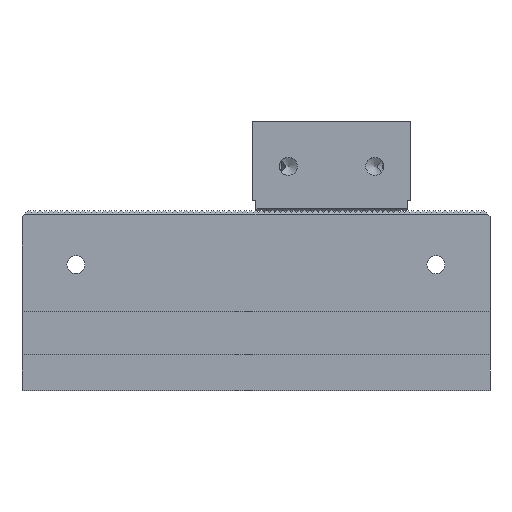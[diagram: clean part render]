
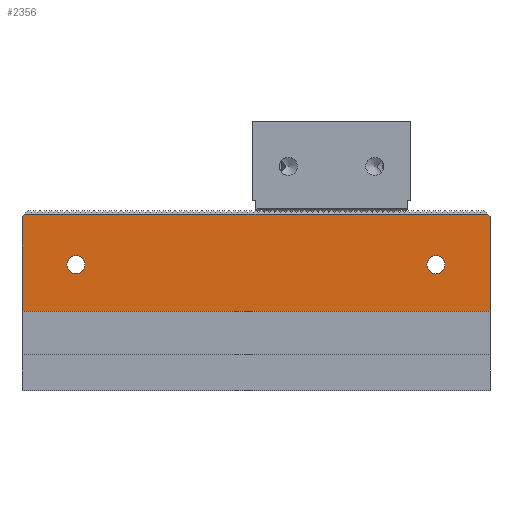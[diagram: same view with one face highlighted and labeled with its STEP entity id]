
A CAD part, left-side view. The second image highlights one B-rep face of the part: STEP entity #2356.
In plain terms, the highlighted planar face has unit normal (-1, 0, 0).
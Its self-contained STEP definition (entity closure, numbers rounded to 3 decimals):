
#2356 = ADVANCED_FACE( '', ( #4845, #4846, #4847 ), #4848, .F. );
#4845 = FACE_BOUND( '', #7445, .T. );
#4846 = FACE_BOUND( '', #7446, .T. );
#4847 = FACE_OUTER_BOUND( '', #7447, .T. );
#4848 = PLANE( '', #7448 );
#7445 = EDGE_LOOP( '', ( #14901 ) );
#7446 = EDGE_LOOP( '', ( #14902 ) );
#7447 = EDGE_LOOP( '', ( #14903, #14904, #14905, #14906, #14907, #14908 ) );
#7448 = AXIS2_PLACEMENT_3D( '', #14909, #14910, #14911 );
#14901 = ORIENTED_EDGE( '', *, *, #17197, .F. );
#14902 = ORIENTED_EDGE( '', *, *, #18760, .F. );
#14903 = ORIENTED_EDGE( '', *, *, #18485, .T. );
#14904 = ORIENTED_EDGE( '', *, *, #18944, .F. );
#14905 = ORIENTED_EDGE( '', *, *, #18635, .T. );
#14906 = ORIENTED_EDGE( '', *, *, #19057, .T. );
#14907 = ORIENTED_EDGE( '', *, *, #16357, .F. );
#14908 = ORIENTED_EDGE( '', *, *, #18976, .F. );
#14909 = CARTESIAN_POINT( '', ( -25., -65., 25. ) );
#14910 = DIRECTION( '', ( 1., 0., 0. ) );
#14911 = DIRECTION( '', ( 0., 0., -1. ) );
#16357 = EDGE_CURVE( '', #19934, #19936, #19937, .T. );
#17197 = EDGE_CURVE( '', #21365, #21365, #21366, .T. );
#18485 = EDGE_CURVE( '', #23221, #23219, #23222, .T. );
#18635 = EDGE_CURVE( '', #23416, #23417, #23418, .T. );
#18760 = EDGE_CURVE( '', #23564, #23564, #23565, .T. );
#18944 = EDGE_CURVE( '', #23416, #23219, #23776, .T. );
#18976 = EDGE_CURVE( '', #23221, #19934, #23814, .T. );
#19057 = EDGE_CURVE( '', #23417, #19936, #23900, .T. );
#19934 = VERTEX_POINT( '', #25129 );
#19936 = VERTEX_POINT( '', #25132 );
#19937 = LINE( '', #25133, #25134 );
#21365 = VERTEX_POINT( '', #27288 );
#21366 = CIRCLE( '', #27289, 2.5 );
#23219 = VERTEX_POINT( '', #30152 );
#23221 = VERTEX_POINT( '', #30155 );
#23222 = LINE( '', #30156, #30157 );
#23416 = VERTEX_POINT( '', #30473 );
#23417 = VERTEX_POINT( '', #30474 );
#23418 = LINE( '', #30475, #30476 );
#23564 = VERTEX_POINT( '', #30691 );
#23565 = CIRCLE( '', #30692, 2.5 );
#23776 = LINE( '', #31016, #31017 );
#23814 = LINE( '', #31077, #31078 );
#23900 = LINE( '', #31207, #31208 );
#25129 = CARTESIAN_POINT( '', ( -25., -65., 23.25 ) );
#25132 = CARTESIAN_POINT( '', ( -25., -65., -3. ) );
#25133 = CARTESIAN_POINT( '', ( -25., -65., 25. ) );
#25134 = VECTOR( '', #31773, 1000. );
#27288 = CARTESIAN_POINT( '', ( -25., 47.5, 10. ) );
#27289 = AXIS2_PLACEMENT_3D( '', #32566, #32567, #32568 );
#30152 = CARTESIAN_POINT( '', ( -25., 64.25, 24. ) );
#30155 = CARTESIAN_POINT( '', ( -25., -64.25, 24. ) );
#30156 = CARTESIAN_POINT( '', ( -25., -65., 24. ) );
#30157 = VECTOR( '', #33579, 1000. );
#30473 = CARTESIAN_POINT( '', ( -25., 65., 23.25 ) );
#30474 = CARTESIAN_POINT( '', ( -25., 65., -3. ) );
#30475 = CARTESIAN_POINT( '', ( -25., 65., 25. ) );
#30476 = VECTOR( '', #33705, 1000. );
#30691 = CARTESIAN_POINT( '', ( -25., -47.5, 10. ) );
#30692 = AXIS2_PLACEMENT_3D( '', #33787, #33788, #33789 );
#31016 = CARTESIAN_POINT( '', ( -25., 65., 23.25 ) );
#31017 = VECTOR( '', #33888, 1000. );
#31077 = CARTESIAN_POINT( '', ( -25., -63.25, 25. ) );
#31078 = VECTOR( '', #33914, 1000. );
#31207 = CARTESIAN_POINT( '', ( -25., 65., -3. ) );
#31208 = VECTOR( '', #33958, 1000. );
#31773 = DIRECTION( '', ( 0., 0., -1. ) );
#32566 = CARTESIAN_POINT( '', ( -25., 50., 10. ) );
#32567 = DIRECTION( '', ( -1., 0., 0. ) );
#32568 = DIRECTION( '', ( 0., -1., 0. ) );
#33579 = DIRECTION( '', ( 0., 1., 0. ) );
#33705 = DIRECTION( '', ( 0., 0., -1. ) );
#33787 = CARTESIAN_POINT( '', ( -25., -50., 10. ) );
#33788 = DIRECTION( '', ( -1., 0., 0. ) );
#33789 = DIRECTION( '', ( 0., 1., 0. ) );
#33888 = DIRECTION( '', ( 0., -0.707, 0.707 ) );
#33914 = DIRECTION( '', ( 0., -0.707, -0.707 ) );
#33958 = DIRECTION( '', ( 0., -1., 0. ) );
